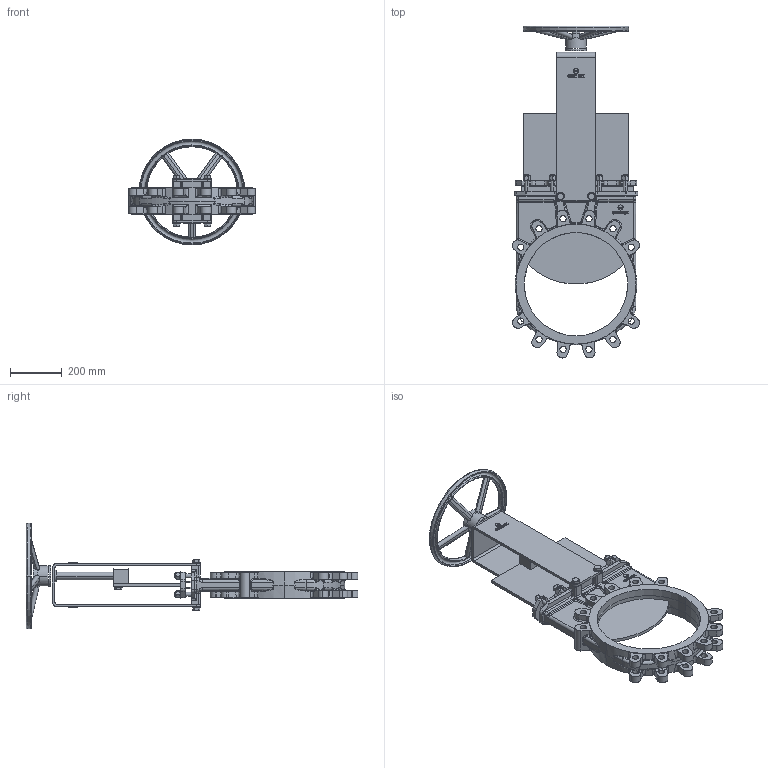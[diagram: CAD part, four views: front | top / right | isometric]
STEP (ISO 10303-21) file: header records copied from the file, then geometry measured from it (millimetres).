
FILE_DESCRIPTION (( 'STEP AP214' ), '1' );
FILE_NAME ('EB DN400_CAST IRON_HANDWHEEL_NRS.STEP', '2012-01-13T09:50:02', ( 'user' ), ( '' ), 'SwSTEP 2.0', 'SolidWorks 2011', '' );
FILE_SCHEMA (( 'AUTOMOTIVE_DESIGN' ));
Length unit declared in the file: millimetre
Products named in the file (1): EB DN400_CAST IRON_HANDWHEEL_NRS
Bounding box: 490.99 x 1284.78 x 410 mm (x, y, z)
Surface area: 1902681.6 mm2 (no closed solid volume)
Topology: 0 solids, 62 shells, 1139 faces, 3762 edges, 2608 vertices
Faces by surface type: plane 426, cylinder 337, bspline 166, torus 130, cone 72, sphere 8
Entity records: 63488 total; most frequent: CARTESIAN_POINT 19780, ORIENTED_EDGE 6245, DIRECTION 6206, EDGE_CURVE 3746, VERTEX_POINT 2608, AXIS2_PLACEMENT_3D 2262, VECTOR 1682, LINE 1682
